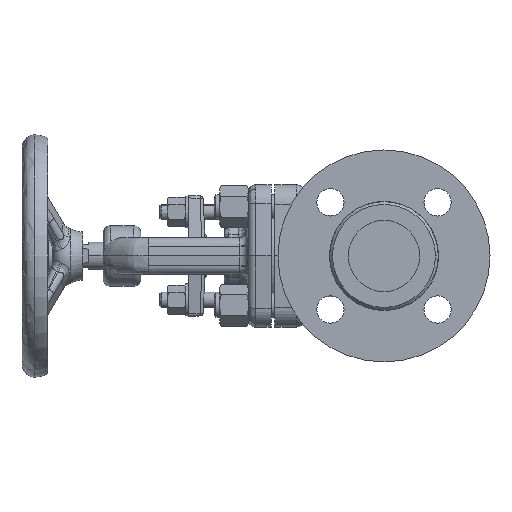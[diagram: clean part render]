
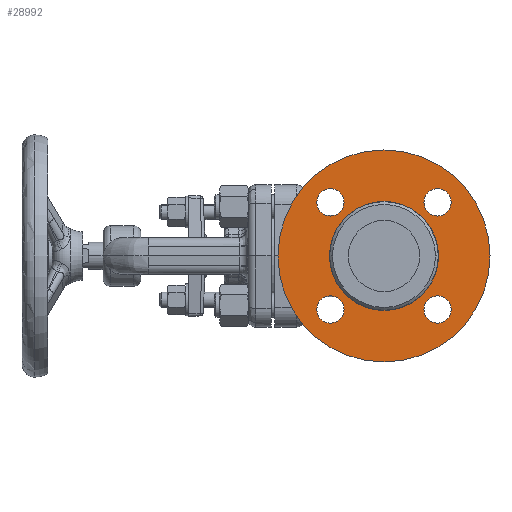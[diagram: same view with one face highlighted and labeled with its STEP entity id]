
A CAD part, left-side view. The second image highlights one B-rep face of the part: STEP entity #28992.
In plain terms, the highlighted planar face has unit normal (-1, 0, 0).
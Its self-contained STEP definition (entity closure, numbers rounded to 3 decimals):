
#2 = EDGE_CURVE ( 'NONE', #18953, #6473, #11823, .T. ) ;
#43 = EDGE_LOOP ( 'NONE', ( #15839, #42905 ) ) ;
#84 = CARTESIAN_POINT ( 'NONE',  ( -113., -44.355, -35.355 ) ) ;
#813 = EDGE_LOOP ( 'NONE', ( #25117, #44172 ) ) ;
#1099 = DIRECTION ( 'NONE',  ( 0., -1., 0. ) ) ;
#1158 = DIRECTION ( 'NONE',  ( -1., 0., 0. ) ) ;
#1513 = AXIS2_PLACEMENT_3D ( 'NONE', #22429, #35983, #1713 ) ;
#1713 = DIRECTION ( 'NONE',  ( 0., -1., 0. ) ) ;
#2400 = CARTESIAN_POINT ( 'NONE',  ( -113., -44.355, 35.355 ) ) ;
#2842 = VERTEX_POINT ( 'NONE', #2400 ) ;
#3097 = CIRCLE ( 'NONE', #28264, 9. ) ;
#3228 = DIRECTION ( 'NONE',  ( -1., 0., 0. ) ) ;
#3278 = FACE_BOUND ( 'NONE', #3320, .T. ) ;
#3320 = EDGE_LOOP ( 'NONE', ( #24380, #41202 ) ) ;
#3425 = CARTESIAN_POINT ( 'NONE',  ( -113., 26.355, -35.355 ) ) ;
#3427 = CARTESIAN_POINT ( 'NONE',  ( -113., 0., 0. ) ) ;
#3582 = EDGE_LOOP ( 'NONE', ( #38816, #8543 ) ) ;
#4125 = AXIS2_PLACEMENT_3D ( 'NONE', #22386, #23347, #10746 ) ;
#4396 = FACE_BOUND ( 'NONE', #3582, .T. ) ;
#5812 = EDGE_CURVE ( 'NONE', #35583, #15285, #17425, .T. ) ;
#6473 = VERTEX_POINT ( 'NONE', #3425 ) ;
#7143 = DIRECTION ( 'NONE',  ( 0., -1., 0. ) ) ;
#7968 = CARTESIAN_POINT ( 'NONE',  ( -113., 35.355, -35.355 ) ) ;
#7973 = ORIENTED_EDGE ( 'NONE', *, *, #18832, .F. ) ;
#8543 = ORIENTED_EDGE ( 'NONE', *, *, #2, .F. ) ;
#9237 = EDGE_CURVE ( 'NONE', #9483, #31859, #18949, .T. ) ;
#9483 = VERTEX_POINT ( 'NONE', #44766 ) ;
#10746 = DIRECTION ( 'NONE',  ( 0., -1., 0. ) ) ;
#10960 = DIRECTION ( 'NONE',  ( -1., 0., 0. ) ) ;
#11780 = CIRCLE ( 'NONE', #26310, 9. ) ;
#11782 = AXIS2_PLACEMENT_3D ( 'NONE', #16737, #42402, #20441 ) ;
#11823 = CIRCLE ( 'NONE', #23724, 9. ) ;
#12303 = DIRECTION ( 'NONE',  ( 0., -1., 0. ) ) ;
#12404 = CIRCLE ( 'NONE', #37897, 36. ) ;
#12561 = VERTEX_POINT ( 'NONE', #18534 ) ;
#13043 = FACE_OUTER_BOUND ( 'NONE', #43, .T. ) ;
#13987 = EDGE_CURVE ( 'NONE', #15285, #35583, #3097, .T. ) ;
#15285 = VERTEX_POINT ( 'NONE', #21541 ) ;
#15638 = AXIS2_PLACEMENT_3D ( 'NONE', #25265, #3228, #28948 ) ;
#15839 = ORIENTED_EDGE ( 'NONE', *, *, #9237, .F. ) ;
#16737 = CARTESIAN_POINT ( 'NONE',  ( -113., -35.355, 35.355 ) ) ;
#17098 = AXIS2_PLACEMENT_3D ( 'NONE', #42767, #20806, #46468 ) ;
#17425 = CIRCLE ( 'NONE', #4125, 9. ) ;
#17864 = ORIENTED_EDGE ( 'NONE', *, *, #39312, .F. ) ;
#18534 = CARTESIAN_POINT ( 'NONE',  ( -113., -26.355, 35.355 ) ) ;
#18549 = DIRECTION ( 'NONE',  ( -1., 0., 0. ) ) ;
#18832 = EDGE_CURVE ( 'NONE', #32374, #33923, #20161, .T. ) ;
#18949 = CIRCLE ( 'NONE', #1513, 70. ) ;
#18953 = VERTEX_POINT ( 'NONE', #32501 ) ;
#19235 = PLANE ( 'NONE',  #30783 ) ;
#19465 = CARTESIAN_POINT ( 'NONE',  ( -113., 0., 0. ) ) ;
#19610 = DIRECTION ( 'NONE',  ( -1., 0., 0. ) ) ;
#19724 = DIRECTION ( 'NONE',  ( 0., -1., 0. ) ) ;
#20161 = CIRCLE ( 'NONE', #17098, 9. ) ;
#20186 = CARTESIAN_POINT ( 'NONE',  ( -113., 26.355, 35.355 ) ) ;
#20441 = DIRECTION ( 'NONE',  ( 0., -1., 0. ) ) ;
#20806 = DIRECTION ( 'NONE',  ( -1., 0., 0. ) ) ;
#21541 = CARTESIAN_POINT ( 'NONE',  ( -113., 44.355, 35.355 ) ) ;
#22386 = CARTESIAN_POINT ( 'NONE',  ( -113., 35.355, 35.355 ) ) ;
#22429 = CARTESIAN_POINT ( 'NONE',  ( -113., 0., 0. ) ) ;
#22762 = CIRCLE ( 'NONE', #15638, 9. ) ;
#22840 = FACE_BOUND ( 'NONE', #813, .T. ) ;
#23052 = EDGE_CURVE ( 'NONE', #12561, #2842, #24084, .T. ) ;
#23136 = DIRECTION ( 'NONE',  ( -1., 0., 0. ) ) ;
#23177 = DIRECTION ( 'NONE',  ( 0., -1., 0. ) ) ;
#23187 = CARTESIAN_POINT ( 'NONE',  ( -113., -35.355, 35.355 ) ) ;
#23347 = DIRECTION ( 'NONE',  ( -1., 0., 0. ) ) ;
#23724 = AXIS2_PLACEMENT_3D ( 'NONE', #7968, #19610, #12303 ) ;
#23945 = EDGE_LOOP ( 'NONE', ( #7973, #17864 ) ) ;
#24084 = CIRCLE ( 'NONE', #29072, 9. ) ;
#24099 = VERTEX_POINT ( 'NONE', #41565 ) ;
#24286 = CARTESIAN_POINT ( 'NONE',  ( -113., -26.355, -35.355 ) ) ;
#24380 = ORIENTED_EDGE ( 'NONE', *, *, #29517, .F. ) ;
#24400 = CARTESIAN_POINT ( 'NONE',  ( -113., -36., 0. ) ) ;
#25117 = ORIENTED_EDGE ( 'NONE', *, *, #30827, .F. ) ;
#25237 = EDGE_CURVE ( 'NONE', #6473, #18953, #22762, .T. ) ;
#25265 = CARTESIAN_POINT ( 'NONE',  ( -113., 35.355, -35.355 ) ) ;
#26310 = AXIS2_PLACEMENT_3D ( 'NONE', #45090, #23136, #1099 ) ;
#26662 = ORIENTED_EDGE ( 'NONE', *, *, #5812, .F. ) ;
#26894 = DIRECTION ( 'NONE',  ( 0., -1., 0. ) ) ;
#27397 = EDGE_CURVE ( 'NONE', #31859, #9483, #41929, .T. ) ;
#28264 = AXIS2_PLACEMENT_3D ( 'NONE', #32978, #10960, #36677 ) ;
#28948 = DIRECTION ( 'NONE',  ( 0., -1., 0. ) ) ;
#28992 = ADVANCED_FACE ( 'NONE', ( #32588, #22840, #42315, #4396, #13043, #3278 ), #19235, .T. ) ;
#29072 = AXIS2_PLACEMENT_3D ( 'NONE', #23187, #1158, #26894 ) ;
#29126 = DIRECTION ( 'NONE',  ( -1., 0., 0. ) ) ;
#29517 = EDGE_CURVE ( 'NONE', #24099, #39796, #12404, .T. ) ;
#30783 = AXIS2_PLACEMENT_3D ( 'NONE', #37549, #41693, #19724 ) ;
#30827 = EDGE_CURVE ( 'NONE', #2842, #12561, #44412, .T. ) ;
#31859 = VERTEX_POINT ( 'NONE', #41664 ) ;
#32374 = VERTEX_POINT ( 'NONE', #84 ) ;
#32501 = CARTESIAN_POINT ( 'NONE',  ( -113., 44.355, -35.355 ) ) ;
#32588 = FACE_BOUND ( 'NONE', #40330, .T. ) ;
#32978 = CARTESIAN_POINT ( 'NONE',  ( -113., 35.355, 35.355 ) ) ;
#33201 = AXIS2_PLACEMENT_3D ( 'NONE', #19465, #45137, #23177 ) ;
#33923 = VERTEX_POINT ( 'NONE', #24286 ) ;
#35570 = ORIENTED_EDGE ( 'NONE', *, *, #13987, .F. ) ;
#35583 = VERTEX_POINT ( 'NONE', #20186 ) ;
#35983 = DIRECTION ( 'NONE',  ( 1., 0., 0. ) ) ;
#36677 = DIRECTION ( 'NONE',  ( 0., -1., 0. ) ) ;
#37549 = CARTESIAN_POINT ( 'NONE',  ( -113., 36., 0. ) ) ;
#37897 = AXIS2_PLACEMENT_3D ( 'NONE', #3427, #29126, #7143 ) ;
#38816 = ORIENTED_EDGE ( 'NONE', *, *, #25237, .F. ) ;
#39312 = EDGE_CURVE ( 'NONE', #33923, #32374, #11780, .T. ) ;
#39796 = VERTEX_POINT ( 'NONE', #24400 ) ;
#40330 = EDGE_LOOP ( 'NONE', ( #26662, #35570 ) ) ;
#40531 = CARTESIAN_POINT ( 'NONE',  ( -113., 0., 0. ) ) ;
#40751 = CIRCLE ( 'NONE', #41024, 36. ) ;
#41024 = AXIS2_PLACEMENT_3D ( 'NONE', #40531, #18549, #44239 ) ;
#41202 = ORIENTED_EDGE ( 'NONE', *, *, #45718, .F. ) ;
#41565 = CARTESIAN_POINT ( 'NONE',  ( -113., 36., 0. ) ) ;
#41664 = CARTESIAN_POINT ( 'NONE',  ( -113., 0., 70. ) ) ;
#41693 = DIRECTION ( 'NONE',  ( -1., 0., 0. ) ) ;
#41929 = CIRCLE ( 'NONE', #33201, 70. ) ;
#42315 = FACE_BOUND ( 'NONE', #23945, .T. ) ;
#42402 = DIRECTION ( 'NONE',  ( -1., 0., 0. ) ) ;
#42767 = CARTESIAN_POINT ( 'NONE',  ( -113., -35.355, -35.355 ) ) ;
#42905 = ORIENTED_EDGE ( 'NONE', *, *, #27397, .F. ) ;
#44172 = ORIENTED_EDGE ( 'NONE', *, *, #23052, .F. ) ;
#44239 = DIRECTION ( 'NONE',  ( 0., -1., 0. ) ) ;
#44412 = CIRCLE ( 'NONE', #11782, 9. ) ;
#44766 = CARTESIAN_POINT ( 'NONE',  ( -113., 0., -70. ) ) ;
#45090 = CARTESIAN_POINT ( 'NONE',  ( -113., -35.355, -35.355 ) ) ;
#45137 = DIRECTION ( 'NONE',  ( 1., 0., 0. ) ) ;
#45718 = EDGE_CURVE ( 'NONE', #39796, #24099, #40751, .T. ) ;
#46468 = DIRECTION ( 'NONE',  ( 0., -1., 0. ) ) ;
